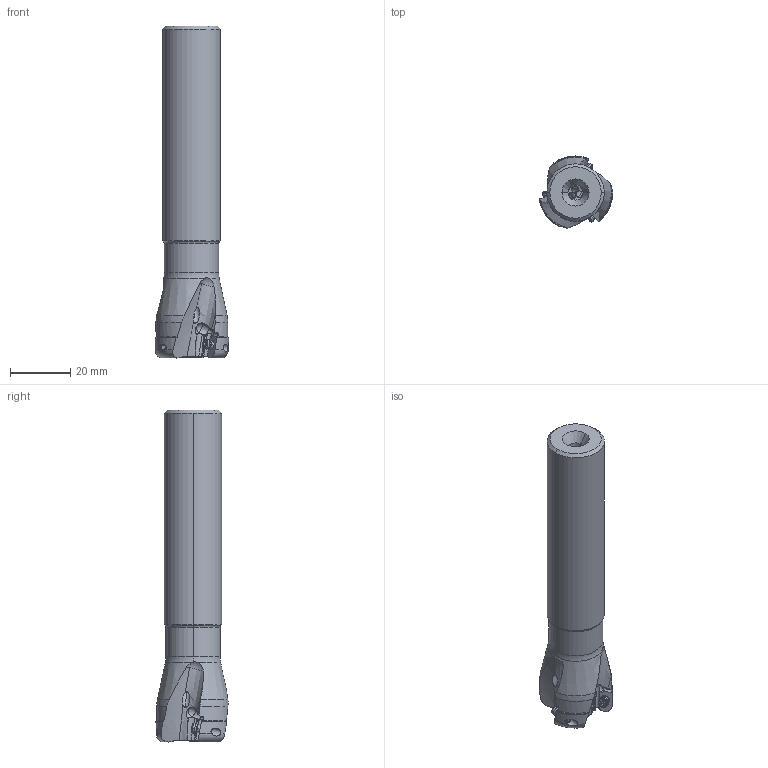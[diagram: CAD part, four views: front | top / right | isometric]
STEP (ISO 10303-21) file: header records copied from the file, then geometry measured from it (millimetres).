
FILE_DESCRIPTION(/* description */ (''),/* implementation_level */ '2;1');
FILE_NAME(/* name */ 'APX3000UR163SA12SB.stp',/* time_stamp */ '2021-09-08T11:46:06+09:00',/* author */ (''),/* organization */ (''),/* preprocessor_version */ 'ST-DEVELOPER v16',/* originating_system */ 'SIEMENS PLM Software NX 10.0',/* authorisation */ '');
FILE_SCHEMA (('AUTOMOTIVE_DESIGN { 1 0 10303 214 3 1 1 1 }'));
Length unit declared in the file: millimetre
Products named in the file (1): APX3000UR163SA12SB_ASM
Bounding box: 24.3 x 23.92 x 110.09 mm (x, y, z)
Volume: 29419.4 mm3; surface area: 9520.8 mm2
Topology: 4 solids, 4 shells, 278 faces, 884 edges, 623 vertices
Faces by surface type: cylinder 113, plane 62, cone 54, torus 22, sphere 18, bspline 9
Entity records: 14319 total; most frequent: CARTESIAN_POINT 6503, ORIENTED_EDGE 1736, DIRECTION 1491, EDGE_CURVE 868, AXIS2_PLACEMENT_3D 637, VERTEX_POINT 598, CIRCLE 313, B_SPLINE_CURVE_WITH_KNOTS 310
